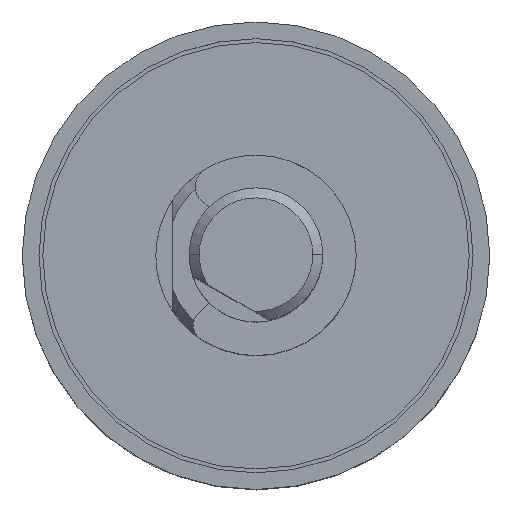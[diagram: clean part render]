
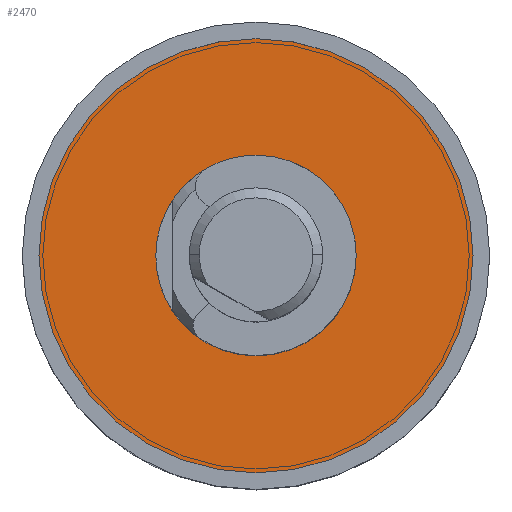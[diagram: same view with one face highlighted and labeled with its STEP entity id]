
A CAD part, top view. The second image highlights one B-rep face of the part: STEP entity #2470.
In plain terms, the highlighted planar face has unit normal (0, 0, 1).
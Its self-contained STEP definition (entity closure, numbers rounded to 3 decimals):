
#405 = CARTESIAN_POINT ( 'NONE',  ( -6.5, 0., 0.5 ) ) ;
#429 = ORIENTED_EDGE ( 'NONE', *, *, #2045, .T. ) ;
#681 = CARTESIAN_POINT ( 'NONE',  ( -3., 0., 0.5 ) ) ;
#812 = DIRECTION ( 'NONE',  ( 1., 0., 0. ) ) ;
#1050 = CARTESIAN_POINT ( 'NONE',  ( 0., 0., 0.5 ) ) ;
#1206 = CIRCLE ( 'NONE', #4303, 3. ) ;
#1506 = ORIENTED_EDGE ( 'NONE', *, *, #1862, .T. ) ;
#1547 = CARTESIAN_POINT ( 'NONE',  ( 0., 0., 0.5 ) ) ;
#1862 = EDGE_CURVE ( 'NONE', #5986, #4670, #1982, .T. ) ;
#1982 = CIRCLE ( 'NONE', #7616, 6.5 ) ;
#2045 = EDGE_CURVE ( 'NONE', #4670, #5986, #6694, .T. ) ;
#2470 = ADVANCED_FACE ( 'NONE', ( #5952, #10310 ), #3674, .T. ) ;
#2688 = CIRCLE ( 'NONE', #5677, 3. ) ;
#2823 = CARTESIAN_POINT ( 'NONE',  ( 0., 0., 0.5 ) ) ;
#3331 = EDGE_CURVE ( 'NONE', #10536, #4536, #2688, .T. ) ;
#3674 = PLANE ( 'NONE',  #10057 ) ;
#3722 = CARTESIAN_POINT ( 'NONE',  ( 0., 0., 0.5 ) ) ;
#3838 = EDGE_CURVE ( 'NONE', #4536, #10536, #1206, .T. ) ;
#4303 = AXIS2_PLACEMENT_3D ( 'NONE', #3722, #8417, #10245 ) ;
#4430 = EDGE_LOOP ( 'NONE', ( #429, #1506 ) ) ;
#4536 = VERTEX_POINT ( 'NONE', #681 ) ;
#4652 = EDGE_LOOP ( 'NONE', ( #10480, #9178 ) ) ;
#4670 = VERTEX_POINT ( 'NONE', #9657 ) ;
#4917 = DIRECTION ( 'NONE',  ( 1., 0., 0. ) ) ;
#5283 = AXIS2_PLACEMENT_3D ( 'NONE', #1547, #11765, #10873 ) ;
#5677 = AXIS2_PLACEMENT_3D ( 'NONE', #2823, #9363, #11242 ) ;
#5952 = FACE_BOUND ( 'NONE', #4652, .T. ) ;
#5986 = VERTEX_POINT ( 'NONE', #405 ) ;
#6694 = CIRCLE ( 'NONE', #5283, 6.5 ) ;
#7616 = AXIS2_PLACEMENT_3D ( 'NONE', #1050, #10461, #4917 ) ;
#8330 = DIRECTION ( 'NONE',  ( 0., 0., 1. ) ) ;
#8417 = DIRECTION ( 'NONE',  ( 0., 0., -1. ) ) ;
#9178 = ORIENTED_EDGE ( 'NONE', *, *, #3331, .T. ) ;
#9363 = DIRECTION ( 'NONE',  ( 0., 0., -1. ) ) ;
#9496 = CARTESIAN_POINT ( 'NONE',  ( 3., 0., 0.5 ) ) ;
#9657 = CARTESIAN_POINT ( 'NONE',  ( 6.5, 0., 0.5 ) ) ;
#10057 = AXIS2_PLACEMENT_3D ( 'NONE', #10278, #8330, #812 ) ;
#10245 = DIRECTION ( 'NONE',  ( -1., 0., 0. ) ) ;
#10278 = CARTESIAN_POINT ( 'NONE',  ( 3., 0., 0.5 ) ) ;
#10310 = FACE_OUTER_BOUND ( 'NONE', #4430, .T. ) ;
#10461 = DIRECTION ( 'NONE',  ( 0., 0., 1. ) ) ;
#10480 = ORIENTED_EDGE ( 'NONE', *, *, #3838, .T. ) ;
#10536 = VERTEX_POINT ( 'NONE', #9496 ) ;
#10873 = DIRECTION ( 'NONE',  ( 1., 0., 0. ) ) ;
#11242 = DIRECTION ( 'NONE',  ( -1., 0., 0. ) ) ;
#11765 = DIRECTION ( 'NONE',  ( 0., 0., 1. ) ) ;
